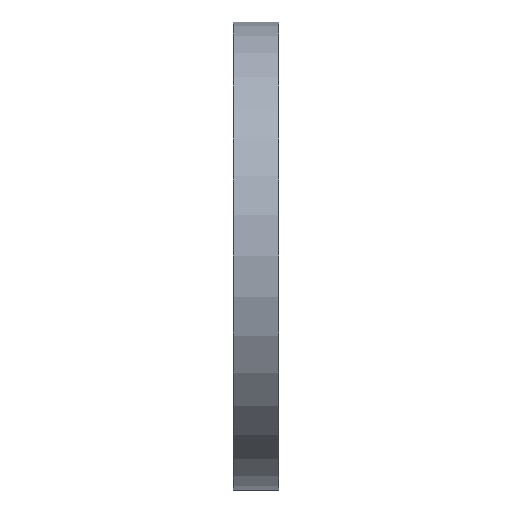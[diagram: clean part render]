
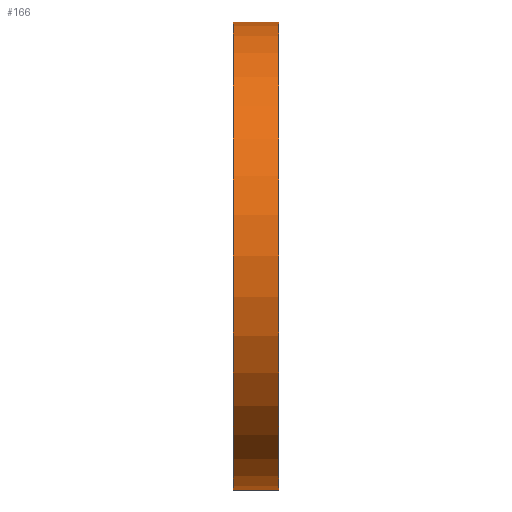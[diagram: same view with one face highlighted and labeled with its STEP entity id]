
A CAD part, left-side view. The second image highlights one B-rep face of the part: STEP entity #166.
In plain terms, the highlighted cylindrical face has radius 135 mm (diameter 270 mm), a partial arc.
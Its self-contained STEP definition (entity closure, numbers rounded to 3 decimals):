
#16 = CARTESIAN_POINT ( 'NONE',  ( 0., 26., -135. ) ) ;
#29 = VERTEX_POINT ( 'NONE', #16 ) ;
#36 = DIRECTION ( 'NONE',  ( 0., 1., 0. ) ) ;
#39 = CYLINDRICAL_SURFACE ( 'NONE', #335, 135. ) ;
#63 = LINE ( 'NONE', #408, #501 ) ;
#65 = VERTEX_POINT ( 'NONE', #696 ) ;
#105 = DIRECTION ( 'NONE',  ( 0., -1., 0. ) ) ;
#106 = DIRECTION ( 'NONE',  ( 0., 0., 1. ) ) ;
#136 = AXIS2_PLACEMENT_3D ( 'NONE', #209, #36, #106 ) ;
#149 = CARTESIAN_POINT ( 'NONE',  ( 0., 0., -135. ) ) ;
#155 = CARTESIAN_POINT ( 'NONE',  ( 0., 26., 0. ) ) ;
#166 = ADVANCED_FACE ( 'NONE', ( #403 ), #39, .T. ) ;
#174 = DIRECTION ( 'NONE',  ( 0., -1., 0. ) ) ;
#179 = VECTOR ( 'NONE', #105, 1000. ) ;
#181 = EDGE_CURVE ( 'NONE', #29, #65, #473, .T. ) ;
#198 = CIRCLE ( 'NONE', #136, 135. ) ;
#209 = CARTESIAN_POINT ( 'NONE',  ( 0., 0., 0. ) ) ;
#221 = DIRECTION ( 'NONE',  ( 0., 0., -1. ) ) ;
#226 = EDGE_CURVE ( 'NONE', #604, #456, #198, .T. ) ;
#276 = CARTESIAN_POINT ( 'NONE',  ( 0., 26., -135. ) ) ;
#277 = AXIS2_PLACEMENT_3D ( 'NONE', #446, #681, #455 ) ;
#324 = LINE ( 'NONE', #276, #179 ) ;
#335 = AXIS2_PLACEMENT_3D ( 'NONE', #155, #575, #221 ) ;
#378 = CARTESIAN_POINT ( 'NONE',  ( 0., 0., 135. ) ) ;
#403 = FACE_OUTER_BOUND ( 'NONE', #569, .T. ) ;
#408 = CARTESIAN_POINT ( 'NONE',  ( 0., 26., 135. ) ) ;
#446 = CARTESIAN_POINT ( 'NONE',  ( 0., 26., 0. ) ) ;
#455 = DIRECTION ( 'NONE',  ( 0., 0., 1. ) ) ;
#456 = VERTEX_POINT ( 'NONE', #378 ) ;
#473 = CIRCLE ( 'NONE', #277, 135. ) ;
#501 = VECTOR ( 'NONE', #174, 1000. ) ;
#569 = EDGE_LOOP ( 'NONE', ( #617, #732, #676, #742 ) ) ;
#575 = DIRECTION ( 'NONE',  ( 0., -1., 0. ) ) ;
#604 = VERTEX_POINT ( 'NONE', #149 ) ;
#617 = ORIENTED_EDGE ( 'NONE', *, *, #765, .F. ) ;
#653 = EDGE_CURVE ( 'NONE', #29, #604, #324, .T. ) ;
#676 = ORIENTED_EDGE ( 'NONE', *, *, #653, .T. ) ;
#681 = DIRECTION ( 'NONE',  ( 0., 1., 0. ) ) ;
#696 = CARTESIAN_POINT ( 'NONE',  ( 0., 26., 135. ) ) ;
#732 = ORIENTED_EDGE ( 'NONE', *, *, #181, .F. ) ;
#742 = ORIENTED_EDGE ( 'NONE', *, *, #226, .T. ) ;
#765 = EDGE_CURVE ( 'NONE', #65, #456, #63, .T. ) ;
